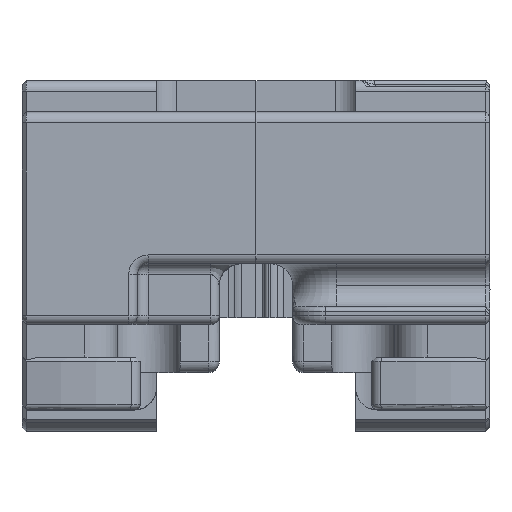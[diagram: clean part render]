
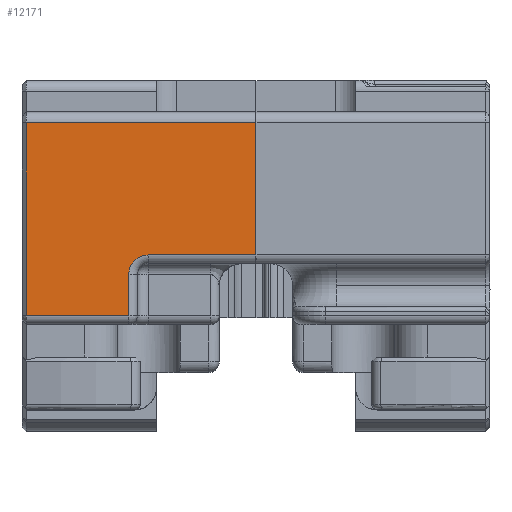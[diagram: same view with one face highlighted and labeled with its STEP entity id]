
A CAD part, top view. The second image highlights one B-rep face of the part: STEP entity #12171.
In plain terms, the highlighted planar face has unit normal (0, 0, 1).
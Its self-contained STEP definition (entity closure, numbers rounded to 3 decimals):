
#327=PLANE('',#13009);
#939=FACE_OUTER_BOUND('',#1634,.T.);
#1634=EDGE_LOOP('',(#9101,#9102,#9103,#9104,#9105,#9106,#9107));
#2183=LINE('',#17453,#3445);
#2561=LINE('',#18653,#3823);
#2562=LINE('',#18658,#3824);
#2564=LINE('',#18665,#3826);
#2565=LINE('',#18667,#3827);
#2566=LINE('',#18669,#3828);
#3445=VECTOR('',#13910,10.);
#3823=VECTOR('',#14824,10.);
#3824=VECTOR('',#14831,10.);
#3826=VECTOR('',#14839,10.);
#3827=VECTOR('',#14840,10.);
#3828=VECTOR('',#14841,10.);
#4812=CIRCLE('',#13010,1.8);
#5138=VERTEX_POINT('',#17441);
#5143=VERTEX_POINT('',#17451);
#5471=VERTEX_POINT('',#18652);
#5472=VERTEX_POINT('',#18656);
#5474=VERTEX_POINT('',#18664);
#5475=VERTEX_POINT('',#18666);
#5476=VERTEX_POINT('',#18668);
#6321=EDGE_CURVE('',#5138,#5143,#2183,.T.);
#6818=EDGE_CURVE('',#5138,#5471,#2561,.T.);
#6821=EDGE_CURVE('',#5472,#5143,#2562,.T.);
#6824=EDGE_CURVE('',#5474,#5472,#2564,.T.);
#6825=EDGE_CURVE('',#5475,#5474,#2565,.T.);
#6826=EDGE_CURVE('',#5476,#5475,#2566,.T.);
#6827=EDGE_CURVE('',#5471,#5476,#4812,.T.);
#9101=ORIENTED_EDGE('',*,*,#6821,.F.);
#9102=ORIENTED_EDGE('',*,*,#6824,.F.);
#9103=ORIENTED_EDGE('',*,*,#6825,.F.);
#9104=ORIENTED_EDGE('',*,*,#6826,.F.);
#9105=ORIENTED_EDGE('',*,*,#6827,.F.);
#9106=ORIENTED_EDGE('',*,*,#6818,.F.);
#9107=ORIENTED_EDGE('',*,*,#6321,.T.);
#12171=ADVANCED_FACE('',(#939),#327,.F.);
#13009=AXIS2_PLACEMENT_3D('',#18663,#14837,#14838);
#13010=AXIS2_PLACEMENT_3D('',#18670,#14842,#14843);
#13910=DIRECTION('',(-1.,0.,0.));
#14824=DIRECTION('',(0.,-1.,0.));
#14831=DIRECTION('',(0.,1.,0.));
#14837=DIRECTION('center_axis',(0.,0.,
-1.));
#14838=DIRECTION('ref_axis',(-1.,0.,0.));
#14839=DIRECTION('',(-1.,0.,0.));
#14840=DIRECTION('',(0.,-1.,0.));
#14841=DIRECTION('',(1.,0.,0.));
#14842=DIRECTION('center_axis',(0.,0.,
1.));
#14843=DIRECTION('ref_axis',(-0.707,-0.707,0.));
#17441=CARTESIAN_POINT('',(-59.629,128.542,40.967));
#17451=CARTESIAN_POINT('',(-71.829,128.542,40.967));
#17453=CARTESIAN_POINT('',(-56.679,128.542,40.967));
#18652=CARTESIAN_POINT('',(-59.629,118.592,40.967));
#18653=CARTESIAN_POINT('',(-59.629,129.842,40.967));
#18656=CARTESIAN_POINT('',(-71.829,107.342,40.967));
#18658=CARTESIAN_POINT('',(-71.829,118.542,40.967));
#18663=CARTESIAN_POINT('Origin',(-53.729,108.542,40.967));
#18664=CARTESIAN_POINT('',(-54.029,107.342,40.967));
#18665=CARTESIAN_POINT('',(-51.029,107.342,40.967));
#18666=CARTESIAN_POINT('',(-54.029,116.792,40.967));
#18667=CARTESIAN_POINT('',(-54.029,123.442,40.967));
#18668=CARTESIAN_POINT('',(-57.829,116.792,40.967));
#18669=CARTESIAN_POINT('',(-56.179,116.792,40.967));
#18670=CARTESIAN_POINT('Origin',(-57.829,118.592,40.967));
